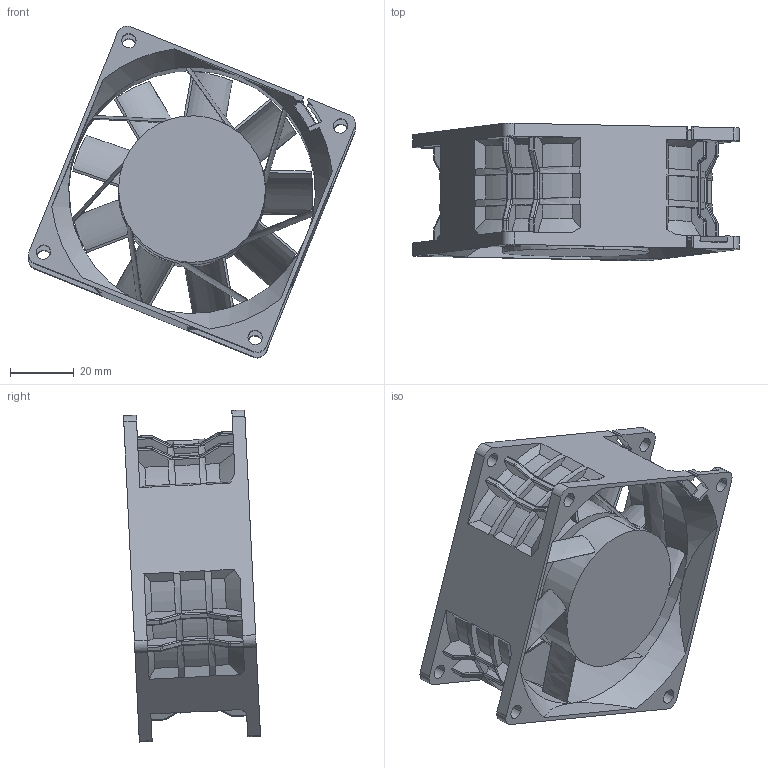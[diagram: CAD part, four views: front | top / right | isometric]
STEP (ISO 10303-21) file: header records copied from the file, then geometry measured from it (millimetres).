
FILE_DESCRIPTION((''),'2;1');
FILE_NAME('PFB838_ASM','2022-12-23T16:58:41',('ALLEN.HSUEH'),(''),'CREO PARAMETRIC BY PTC INC, 2020454','CREO PARAMETRIC BY PTC INC, 2020454','');
FILE_SCHEMA(('AUTOMOTIVE_DESIGN { 1 0 10303 214 1 1 1 1 }'));
Length unit declared in the file: millimetre
Products named in the file (4): PRT0034_1_1; PRT0035_1_1; ASM0009_ASM_1_1_ASM; PFB838_ASM
Assembly tree (3 placements, depth 3):
  PFB838_ASM
    ASM0009_ASM_1_1_ASM
      PRT0034_1_1
      PRT0035_1_1
Bounding box: 102.3 x 42.94 x 104.03 mm (x, y, z)
Volume: 90470.5 mm3; surface area: 47736 mm2
Topology: 2 solids, 2 shells, 632 faces, 1707 edges, 1077 vertices
Faces by surface type: plane 245, cylinder 238, extrusion 59, torus 47, cone 34, bspline 8, sphere 1
Entity records: 24851 total; most frequent: CARTESIAN_POINT 8641, ORIENTED_EDGE 3402, DIRECTION 3091, EDGE_CURVE 1701, AXIS2_PLACEMENT_3D 1115, VERTEX_POINT 1073, VECTOR 850, LINE 791
